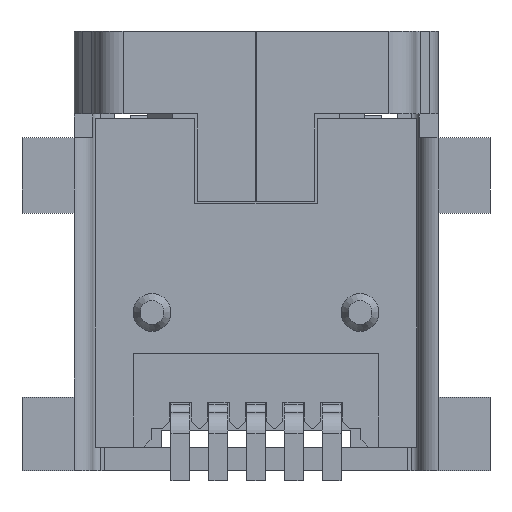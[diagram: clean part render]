
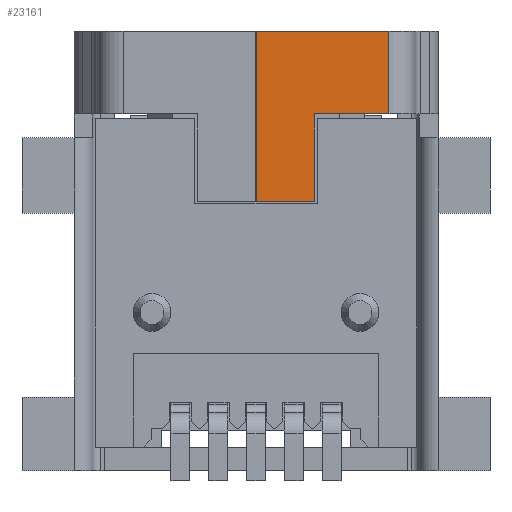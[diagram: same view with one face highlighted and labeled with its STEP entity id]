
A CAD part, front view. The second image highlights one B-rep face of the part: STEP entity #23161.
In plain terms, the highlighted planar face has unit normal (0, -1, 0).
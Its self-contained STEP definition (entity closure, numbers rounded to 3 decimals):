
#21872 = PLANE('',#21873);
#21873 = AXIS2_PLACEMENT_3D('',#21874,#21875,#21876);
#21874 = CARTESIAN_POINT('',(3.674,1.836,8.8));
#21875 = DIRECTION('',(0.,0.,1.));
#21876 = DIRECTION('',(1.,0.,0.));
#22775 = PLANE('',#22776);
#22776 = AXIS2_PLACEMENT_3D('',#22777,#22778,#22779);
#22777 = CARTESIAN_POINT('',(3.375,2.101,7.05));
#22778 = DIRECTION('',(0.,0.,1.));
#22779 = DIRECTION('',(1.,0.,0.));
#23064 = CYLINDRICAL_SURFACE('',#23065,0.55);
#23065 = AXIS2_PLACEMENT_3D('',#23066,#23067,#23068);
#23066 = CARTESIAN_POINT('',(2.813,0.463,7.05));
#23067 = DIRECTION('',(0.,0.,1.));
#23068 = DIRECTION('',(-1.,0.,0.));
#23080 = VERTEX_POINT('',#23081);
#23081 = CARTESIAN_POINT('',(2.813,-0.087,7.05));
#23107 = EDGE_CURVE('',#23080,#23108,#23110,.T.);
#23108 = VERTEX_POINT('',#23109);
#23109 = CARTESIAN_POINT('',(2.813,-0.087,8.8));
#23110 = SURFACE_CURVE('',#23111,(#23115,#23122),.PCURVE_S1.);
#23111 = LINE('',#23112,#23113);
#23112 = CARTESIAN_POINT('',(2.813,-0.087,7.05));
#23113 = VECTOR('',#23114,1.);
#23114 = DIRECTION('',(0.,0.,1.));
#23115 = PCURVE('',#23064,#23116);
#23116 = DEFINITIONAL_REPRESENTATION('',(#23117),#23121);
#23117 = LINE('',#23118,#23119);
#23118 = CARTESIAN_POINT('',(-4.712,0.));
#23119 = VECTOR('',#23120,1.);
#23120 = DIRECTION('',(-0.,1.));
#23121 = ( GEOMETRIC_REPRESENTATION_CONTEXT(2) 
PARAMETRIC_REPRESENTATION_CONTEXT() REPRESENTATION_CONTEXT('2D SPACE',''
  ) );
#23122 = PCURVE('',#23123,#23128);
#23123 = PLANE('',#23124);
#23124 = AXIS2_PLACEMENT_3D('',#23125,#23126,#23127);
#23125 = CARTESIAN_POINT('',(1.186,-0.087,
    7.227));
#23126 = DIRECTION('',(0.,-1.,0.));
#23127 = DIRECTION('',(-1.,0.,-0.));
#23128 = DEFINITIONAL_REPRESENTATION('',(#23129),#23133);
#23129 = LINE('',#23130,#23131);
#23130 = CARTESIAN_POINT('',(-1.627,0.177));
#23131 = VECTOR('',#23132,1.);
#23132 = DIRECTION('',(-0.,-1.));
#23133 = ( GEOMETRIC_REPRESENTATION_CONTEXT(2) 
PARAMETRIC_REPRESENTATION_CONTEXT() REPRESENTATION_CONTEXT('2D SPACE',''
  ) );
#23161 = ADVANCED_FACE('',(#23162),#23123,.T.);
#23162 = FACE_BOUND('',#23163,.F.);
#23163 = EDGE_LOOP('',(#23164,#23187,#23215,#23243,#23271,#23292));
#23164 = ORIENTED_EDGE('',*,*,#23165,.T.);
#23165 = EDGE_CURVE('',#23080,#23166,#23168,.T.);
#23166 = VERTEX_POINT('',#23167);
#23167 = CARTESIAN_POINT('',(1.243,-0.087,7.05));
#23168 = SURFACE_CURVE('',#23169,(#23173,#23180),.PCURVE_S1.);
#23169 = LINE('',#23170,#23171);
#23170 = CARTESIAN_POINT('',(2.813,-0.087,7.05));
#23171 = VECTOR('',#23172,1.);
#23172 = DIRECTION('',(-1.,-0.,-0.));
#23173 = PCURVE('',#23123,#23174);
#23174 = DEFINITIONAL_REPRESENTATION('',(#23175),#23179);
#23175 = LINE('',#23176,#23177);
#23176 = CARTESIAN_POINT('',(-1.627,0.177));
#23177 = VECTOR('',#23178,1.);
#23178 = DIRECTION('',(1.,0.));
#23179 = ( GEOMETRIC_REPRESENTATION_CONTEXT(2) 
PARAMETRIC_REPRESENTATION_CONTEXT() REPRESENTATION_CONTEXT('2D SPACE',''
  ) );
#23180 = PCURVE('',#22775,#23181);
#23181 = DEFINITIONAL_REPRESENTATION('',(#23182),#23186);
#23182 = LINE('',#23183,#23184);
#23183 = CARTESIAN_POINT('',(-0.562,-2.188));
#23184 = VECTOR('',#23185,1.);
#23185 = DIRECTION('',(-1.,0.));
#23186 = ( GEOMETRIC_REPRESENTATION_CONTEXT(2) 
PARAMETRIC_REPRESENTATION_CONTEXT() REPRESENTATION_CONTEXT('2D SPACE',''
  ) );
#23187 = ORIENTED_EDGE('',*,*,#23188,.T.);
#23188 = EDGE_CURVE('',#23166,#23189,#23191,.T.);
#23189 = VERTEX_POINT('',#23190);
#23190 = CARTESIAN_POINT('',(1.243,-0.087,5.2));
#23191 = SURFACE_CURVE('',#23192,(#23196,#23203),.PCURVE_S1.);
#23192 = LINE('',#23193,#23194);
#23193 = CARTESIAN_POINT('',(1.243,-0.087,7.05));
#23194 = VECTOR('',#23195,1.);
#23195 = DIRECTION('',(-0.,-0.,-1.));
#23196 = PCURVE('',#23123,#23197);
#23197 = DEFINITIONAL_REPRESENTATION('',(#23198),#23202);
#23198 = LINE('',#23199,#23200);
#23199 = CARTESIAN_POINT('',(-0.057,0.177));
#23200 = VECTOR('',#23201,1.);
#23201 = DIRECTION('',(-0.,1.));
#23202 = ( GEOMETRIC_REPRESENTATION_CONTEXT(2) 
PARAMETRIC_REPRESENTATION_CONTEXT() REPRESENTATION_CONTEXT('2D SPACE',''
  ) );
#23203 = PCURVE('',#23204,#23209);
#23204 = PLANE('',#23205);
#23205 = AXIS2_PLACEMENT_3D('',#23206,#23207,#23208);
#23206 = CARTESIAN_POINT('',(1.243,0.313,7.05));
#23207 = DIRECTION('',(1.,0.,0.));
#23208 = DIRECTION('',(0.,1.,0.));
#23209 = DEFINITIONAL_REPRESENTATION('',(#23210),#23214);
#23210 = LINE('',#23211,#23212);
#23211 = CARTESIAN_POINT('',(-0.4,0.));
#23212 = VECTOR('',#23213,1.);
#23213 = DIRECTION('',(-0.,-1.));
#23214 = ( GEOMETRIC_REPRESENTATION_CONTEXT(2) 
PARAMETRIC_REPRESENTATION_CONTEXT() REPRESENTATION_CONTEXT('2D SPACE',''
  ) );
#23215 = ORIENTED_EDGE('',*,*,#23216,.T.);
#23216 = EDGE_CURVE('',#23189,#23217,#23219,.T.);
#23217 = VERTEX_POINT('',#23218);
#23218 = CARTESIAN_POINT('',(0.013,-0.087,5.2)
  );
#23219 = SURFACE_CURVE('',#23220,(#23224,#23231),.PCURVE_S1.);
#23220 = LINE('',#23221,#23222);
#23221 = CARTESIAN_POINT('',(1.243,-0.087,5.2));
#23222 = VECTOR('',#23223,1.);
#23223 = DIRECTION('',(-1.,0.,0.));
#23224 = PCURVE('',#23123,#23225);
#23225 = DEFINITIONAL_REPRESENTATION('',(#23226),#23230);
#23226 = LINE('',#23227,#23228);
#23227 = CARTESIAN_POINT('',(-0.057,2.027));
#23228 = VECTOR('',#23229,1.);
#23229 = DIRECTION('',(1.,0.));
#23230 = ( GEOMETRIC_REPRESENTATION_CONTEXT(2) 
PARAMETRIC_REPRESENTATION_CONTEXT() REPRESENTATION_CONTEXT('2D SPACE',''
  ) );
#23231 = PCURVE('',#23232,#23237);
#23232 = PLANE('',#23233);
#23233 = AXIS2_PLACEMENT_3D('',#23234,#23235,#23236);
#23234 = CARTESIAN_POINT('',(1.243,-0.087,5.2));
#23235 = DIRECTION('',(-0.,-0.,-1.));
#23236 = DIRECTION('',(-1.,0.,0.));
#23237 = DEFINITIONAL_REPRESENTATION('',(#23238),#23242);
#23238 = LINE('',#23239,#23240);
#23239 = CARTESIAN_POINT('',(-0.,0.));
#23240 = VECTOR('',#23241,1.);
#23241 = DIRECTION('',(1.,-0.));
#23242 = ( GEOMETRIC_REPRESENTATION_CONTEXT(2) 
PARAMETRIC_REPRESENTATION_CONTEXT() REPRESENTATION_CONTEXT('2D SPACE',''
  ) );
#23243 = ORIENTED_EDGE('',*,*,#23244,.F.);
#23244 = EDGE_CURVE('',#23245,#23217,#23247,.T.);
#23245 = VERTEX_POINT('',#23246);
#23246 = CARTESIAN_POINT('',(0.013,-0.087,8.8)
  );
#23247 = SURFACE_CURVE('',#23248,(#23252,#23259),.PCURVE_S1.);
#23248 = LINE('',#23249,#23250);
#23249 = CARTESIAN_POINT('',(0.013,-0.087,7.05)
  );
#23250 = VECTOR('',#23251,1.);
#23251 = DIRECTION('',(-0.,-0.,-1.));
#23252 = PCURVE('',#23123,#23253);
#23253 = DEFINITIONAL_REPRESENTATION('',(#23254),#23258);
#23254 = LINE('',#23255,#23256);
#23255 = CARTESIAN_POINT('',(1.173,0.177));
#23256 = VECTOR('',#23257,1.);
#23257 = DIRECTION('',(-0.,1.));
#23258 = ( GEOMETRIC_REPRESENTATION_CONTEXT(2) 
PARAMETRIC_REPRESENTATION_CONTEXT() REPRESENTATION_CONTEXT('2D SPACE',''
  ) );
#23259 = PCURVE('',#23260,#23265);
#23260 = PLANE('',#23261);
#23261 = AXIS2_PLACEMENT_3D('',#23262,#23263,#23264);
#23262 = CARTESIAN_POINT('',(0.013,-0.087,8.8)
  );
#23263 = DIRECTION('',(-1.,-0.,-0.));
#23264 = DIRECTION('',(0.,0.,-1.));
#23265 = DEFINITIONAL_REPRESENTATION('',(#23266),#23270);
#23266 = LINE('',#23267,#23268);
#23267 = CARTESIAN_POINT('',(1.75,0.));
#23268 = VECTOR('',#23269,1.);
#23269 = DIRECTION('',(1.,-0.));
#23270 = ( GEOMETRIC_REPRESENTATION_CONTEXT(2) 
PARAMETRIC_REPRESENTATION_CONTEXT() REPRESENTATION_CONTEXT('2D SPACE',''
  ) );
#23271 = ORIENTED_EDGE('',*,*,#23272,.F.);
#23272 = EDGE_CURVE('',#23108,#23245,#23273,.T.);
#23273 = SURFACE_CURVE('',#23274,(#23278,#23285),.PCURVE_S1.);
#23274 = LINE('',#23275,#23276);
#23275 = CARTESIAN_POINT('',(2.813,-0.087,8.8));
#23276 = VECTOR('',#23277,1.);
#23277 = DIRECTION('',(-1.,-0.,-0.));
#23278 = PCURVE('',#23123,#23279);
#23279 = DEFINITIONAL_REPRESENTATION('',(#23280),#23284);
#23280 = LINE('',#23281,#23282);
#23281 = CARTESIAN_POINT('',(-1.627,-1.573));
#23282 = VECTOR('',#23283,1.);
#23283 = DIRECTION('',(1.,0.));
#23284 = ( GEOMETRIC_REPRESENTATION_CONTEXT(2) 
PARAMETRIC_REPRESENTATION_CONTEXT() REPRESENTATION_CONTEXT('2D SPACE',''
  ) );
#23285 = PCURVE('',#21872,#23286);
#23286 = DEFINITIONAL_REPRESENTATION('',(#23287),#23291);
#23287 = LINE('',#23288,#23289);
#23288 = CARTESIAN_POINT('',(-0.862,-1.923));
#23289 = VECTOR('',#23290,1.);
#23290 = DIRECTION('',(-1.,0.));
#23291 = ( GEOMETRIC_REPRESENTATION_CONTEXT(2) 
PARAMETRIC_REPRESENTATION_CONTEXT() REPRESENTATION_CONTEXT('2D SPACE',''
  ) );
#23292 = ORIENTED_EDGE('',*,*,#23107,.F.);
